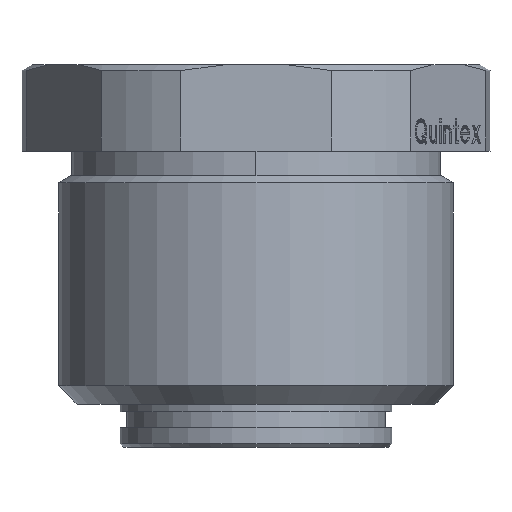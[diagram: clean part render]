
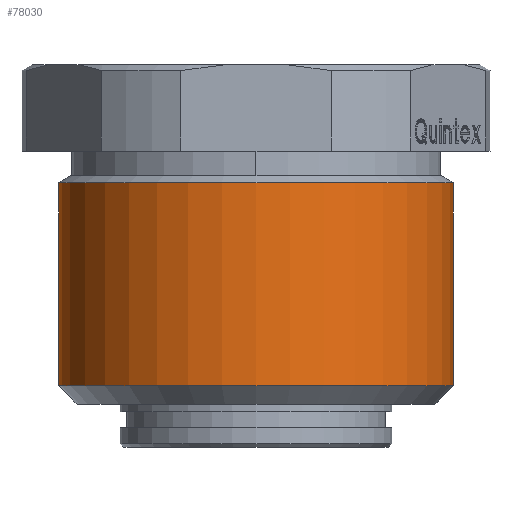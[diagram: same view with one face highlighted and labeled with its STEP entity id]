
A CAD part, front view. The second image highlights one B-rep face of the part: STEP entity #78030.
In plain terms, the highlighted cylindrical face has radius 16 mm (diameter 32 mm), a partial arc.
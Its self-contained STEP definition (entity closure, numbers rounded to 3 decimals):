
#77620=CARTESIAN_POINT('',(47.,50.,0.));
#77630=DIRECTION('',(0.,0.,1.));
#77640=DIRECTION('',(1.,0.,0.));
#77650=AXIS2_PLACEMENT_3D('',#77620,#77630,#77640);
#77660=CYLINDRICAL_SURFACE('',#77650,16.);
#77670=CARTESIAN_POINT('',(31.,50.,0.));
#77680=DIRECTION('',(0.,0.,1.));
#77690=VECTOR('',#77680,1.);
#77700=LINE('',#77670,#77690);
#77710=CARTESIAN_POINT('',(31.,50.,4.));
#77720=VERTEX_POINT('',#77710);
#77730=CARTESIAN_POINT('',(31.,50.,20.423));
#77740=VERTEX_POINT('',#77730);
#77750=EDGE_CURVE('',#77720,#77740,#77700,.T.);
#77760=ORIENTED_EDGE('',*,*,#77750,.F.);
#77770=CARTESIAN_POINT('',(47.,50.,20.423));
#77780=DIRECTION('',(0.,0.,1.));
#77790=DIRECTION('',(1.,0.,0.));
#77800=AXIS2_PLACEMENT_3D('',#77770,#77780,#77790);
#77810=CIRCLE('',#77800,16.);
#77820=CARTESIAN_POINT('',(63.,50.,20.423));
#77830=VERTEX_POINT('158852-1497267518-408d5ccb334c-0 1305068',#77820);
#77840=EDGE_CURVE('377581-1179129246-15c55b27c6-0 689942',#77740,#77830,
#77810,.T.);
#77850=ORIENTED_EDGE('',*,*,#77840,.F.);
#77860=CARTESIAN_POINT('',(63.,50.,0.));
#77870=DIRECTION('',(0.,0.,1.));
#77880=VECTOR('',#77870,1.);
#77890=LINE('',#77860,#77880);
#77900=CARTESIAN_POINT('',(63.,50.,4.));
#77910=VERTEX_POINT('377581-1179129246-15c55b27c6-0 72618',#77900);
#77920=EDGE_CURVE('',#77910,#77830,#77890,.T.);
#77930=ORIENTED_EDGE('',*,*,#77920,.T.);
#77940=CARTESIAN_POINT('',(47.,50.,4.));
#77950=DIRECTION('',(0.,0.,1.));
#77960=DIRECTION('',(1.,0.,0.));
#77970=AXIS2_PLACEMENT_3D('',#77940,#77950,#77960);
#77980=CIRCLE('',#77970,16.);
#77990=EDGE_CURVE('377581-1179129246-15c55b27c6-0 72616',#77720,#77910,
#77980,.T.);
#78000=ORIENTED_EDGE('',*,*,#77990,.T.);
#78010=EDGE_LOOP('',(#78000,#77930,#77850,#77760));
#78020=FACE_OUTER_BOUND('',#78010,.T.);
#78030=ADVANCED_FACE('377581-1179129246-15c55b27c6-0 18638',(#78020),
#77660,.T.);
